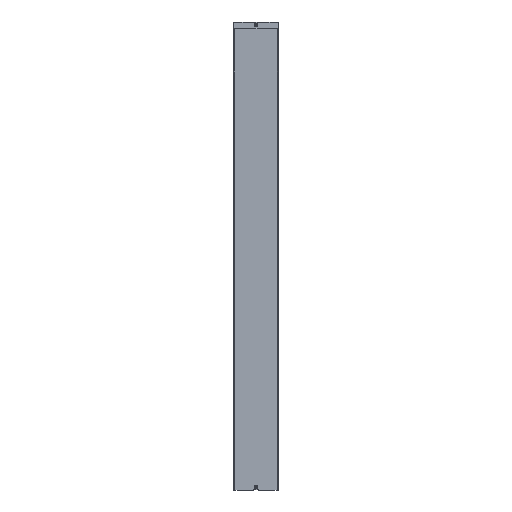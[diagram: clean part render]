
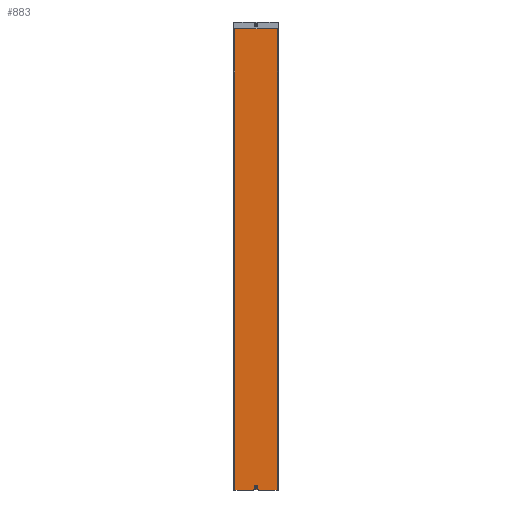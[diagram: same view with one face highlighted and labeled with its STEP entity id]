
A CAD part, front view. The second image highlights one B-rep face of the part: STEP entity #883.
In plain terms, the highlighted planar face has unit normal (0, -1, 0).
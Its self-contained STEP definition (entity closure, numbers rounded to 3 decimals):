
#79 = VERTEX_POINT ( 'NONE', #3503 ) ;
#117 = ORIENTED_EDGE ( 'NONE', *, *, #5141, .T. ) ;
#157 = DIRECTION ( 'NONE',  ( -1., 0., 0. ) ) ;
#175 = DIRECTION ( 'NONE',  ( 0., 1., 0. ) ) ;
#187 = CARTESIAN_POINT ( 'NONE',  ( 10.5, 0., -2069. ) ) ;
#207 = DIRECTION ( 'NONE',  ( 0., -1., 0. ) ) ;
#289 = FACE_OUTER_BOUND ( 'NONE', #7014, .T. ) ;
#296 = ORIENTED_EDGE ( 'NONE', *, *, #7245, .T. ) ;
#320 = CARTESIAN_POINT ( 'NONE',  ( 11.331, 0., -2068.7 ) ) ;
#401 = ORIENTED_EDGE ( 'NONE', *, *, #4628, .T. ) ;
#436 = AXIS2_PLACEMENT_3D ( 'NONE', #5910, #3885, #5892 ) ;
#677 = VECTOR ( 'NONE', #4986, 1000. ) ;
#686 = ORIENTED_EDGE ( 'NONE', *, *, #6346, .T. ) ;
#711 = PLANE ( 'NONE',  #5818 ) ;
#803 = CARTESIAN_POINT ( 'NONE',  ( -100., 0., -2069. ) ) ;
#821 = VERTEX_POINT ( 'NONE', #1804 ) ;
#852 = FACE_BOUND ( 'NONE', #8864, .T. ) ;
#883 = ADVANCED_FACE ( 'NONE', ( #852, #289 ), #711, .T. ) ;
#886 = VERTEX_POINT ( 'NONE', #8717 ) ;
#926 = VECTOR ( 'NONE', #5145, 1000. ) ;
#955 = CARTESIAN_POINT ( 'NONE',  ( -11.331, 0., -2069. ) ) ;
#956 = VECTOR ( 'NONE', #1651, 1000. ) ;
#985 = EDGE_CURVE ( 'NONE', #1726, #2099, #3714, .T. ) ;
#988 = AXIS2_PLACEMENT_3D ( 'NONE', #1449, #1435, #1425 ) ;
#1037 = DIRECTION ( 'NONE',  ( 1., 0., 0. ) ) ;
#1178 = VECTOR ( 'NONE', #2895, 1000. ) ;
#1201 = VERTEX_POINT ( 'NONE', #3037 ) ;
#1252 = AXIS2_PLACEMENT_3D ( 'NONE', #187, #175, #157 ) ;
#1303 = VERTEX_POINT ( 'NONE', #3806 ) ;
#1425 = DIRECTION ( 'NONE',  ( 0., 0., 1. ) ) ;
#1435 = DIRECTION ( 'NONE',  ( 0., 1., 0. ) ) ;
#1449 = CARTESIAN_POINT ( 'NONE',  ( 0., 0., -2055. ) ) ;
#1493 = CARTESIAN_POINT ( 'NONE',  ( 99., 0., -2069. ) ) ;
#1536 = DIRECTION ( 'NONE',  ( 1., 0., 0. ) ) ;
#1571 = LINE ( 'NONE', #5202, #677 ) ;
#1651 = DIRECTION ( 'NONE',  ( 1., 0., 0. ) ) ;
#1726 = VERTEX_POINT ( 'NONE', #6609 ) ;
#1751 = DIRECTION ( 'NONE',  ( -1., 0., 0. ) ) ;
#1772 = DIRECTION ( 'NONE',  ( 0., 1., 0. ) ) ;
#1776 = CIRCLE ( 'NONE', #4384, 0.3 ) ;
#1784 = CARTESIAN_POINT ( 'NONE',  ( -10.5, 0., -2069. ) ) ;
#1804 = CARTESIAN_POINT ( 'NONE',  ( -10.5, 0., -2068.5 ) ) ;
#1814 = CARTESIAN_POINT ( 'NONE',  ( -100., 0., -2068.5 ) ) ;
#1848 = VECTOR ( 'NONE', #3488, 1000. ) ;
#1873 = VERTEX_POINT ( 'NONE', #955 ) ;
#1894 = ORIENTED_EDGE ( 'NONE', *, *, #5266, .T. ) ;
#1906 = EDGE_CURVE ( 'NONE', #1201, #8629, #8530, .T. ) ;
#1963 = VECTOR ( 'NONE', #5332, 1000. ) ;
#2099 = VERTEX_POINT ( 'NONE', #2251 ) ;
#2105 = CARTESIAN_POINT ( 'NONE',  ( -100., 0., -2069. ) ) ;
#2172 = AXIS2_PLACEMENT_3D ( 'NONE', #1784, #1772, #1751 ) ;
#2174 = ORIENTED_EDGE ( 'NONE', *, *, #6585, .T. ) ;
#2251 = CARTESIAN_POINT ( 'NONE',  ( 0., 0., 0. ) ) ;
#2278 = CARTESIAN_POINT ( 'NONE',  ( 11.119, 0., -2068.912 ) ) ;
#2430 = LINE ( 'NONE', #8884, #7852 ) ;
#2655 = LINE ( 'NONE', #1814, #956 ) ;
#2684 = ORIENTED_EDGE ( 'NONE', *, *, #985, .F. ) ;
#2729 = CARTESIAN_POINT ( 'NONE',  ( 100., 0., -2069. ) ) ;
#2895 = DIRECTION ( 'NONE',  ( 0., 0., 1. ) ) ;
#2898 = CIRCLE ( 'NONE', #2172, 0.5 ) ;
#2929 = ORIENTED_EDGE ( 'NONE', *, *, #8653, .F. ) ;
#2956 = LINE ( 'NONE', #6908, #1848 ) ;
#3037 = CARTESIAN_POINT ( 'NONE',  ( 0., 0., -2047.7 ) ) ;
#3226 = VERTEX_POINT ( 'NONE', #7296 ) ;
#3352 = ORIENTED_EDGE ( 'NONE', *, *, #7542, .T. ) ;
#3488 = DIRECTION ( 'NONE',  ( 1., 0., 0. ) ) ;
#3503 = CARTESIAN_POINT ( 'NONE',  ( 10.854, 0., -2068.646 ) ) ;
#3714 = B_SPLINE_CURVE_WITH_KNOTS ( 'NONE', 3,
 ( #6977, #7081, #7477, #6666, #6554, #6496, #6348 ),
 .UNSPECIFIED., .F., .F.,
 ( 4, 1, 1, 1, 4 ),
 ( 0., 0.25, 0.5, 0.75, 1. ),
 .UNSPECIFIED. ) ;
#3742 = EDGE_CURVE ( 'NONE', #3226, #1726, #1571, .T. ) ;
#3772 = ORIENTED_EDGE ( 'NONE', *, *, #1906, .T. ) ;
#3806 = CARTESIAN_POINT ( 'NONE',  ( 10.5, 0., -2068.5 ) ) ;
#3852 = ORIENTED_EDGE ( 'NONE', *, *, #3742, .F. ) ;
#3885 = DIRECTION ( 'NONE',  ( 0., 1., 0. ) ) ;
#4136 = CARTESIAN_POINT ( 'NONE',  ( 0., 0., -2062.3 ) ) ;
#4384 = AXIS2_PLACEMENT_3D ( 'NONE', #320, #5157, #1037 ) ;
#4417 = CARTESIAN_POINT ( 'NONE',  ( 11.331, 0., -2069. ) ) ;
#4430 = VERTEX_POINT ( 'NONE', #2278 ) ;
#4628 = EDGE_CURVE ( 'NONE', #8629, #1201, #6197, .T. ) ;
#4681 = CARTESIAN_POINT ( 'NONE',  ( -10.854, 0., -2068.646 ) ) ;
#4682 = ORIENTED_EDGE ( 'NONE', *, *, #5657, .T. ) ;
#4781 = LINE ( 'NONE', #1493, #1178 ) ;
#4911 = CARTESIAN_POINT ( 'NONE',  ( 99., 0., 0. ) ) ;
#4986 = DIRECTION ( 'NONE',  ( 0., 0., 1. ) ) ;
#4988 = ORIENTED_EDGE ( 'NONE', *, *, #6810, .T. ) ;
#5141 = EDGE_CURVE ( 'NONE', #3226, #1873, #7687, .T. ) ;
#5145 = DIRECTION ( 'NONE',  ( 1., 0., 0. ) ) ;
#5157 = DIRECTION ( 'NONE',  ( 0., -1., 0. ) ) ;
#5202 = CARTESIAN_POINT ( 'NONE',  ( -99., 0., -2069. ) ) ;
#5225 = CARTESIAN_POINT ( 'NONE',  ( -11.207, 0., -2069. ) ) ;
#5266 = EDGE_CURVE ( 'NONE', #1873, #8055, #5460, .T. ) ;
#5332 = DIRECTION ( 'NONE',  ( 0.707, 0., 0.707 ) ) ;
#5410 = DIRECTION ( 'NONE',  ( 0.707, 0., -0.707 ) ) ;
#5460 = CIRCLE ( 'NONE', #5743, 0.3 ) ;
#5657 = EDGE_CURVE ( 'NONE', #8055, #8443, #7211, .T. ) ;
#5738 = VERTEX_POINT ( 'NONE', #4911 ) ;
#5743 = AXIS2_PLACEMENT_3D ( 'NONE', #7990, #7977, #7963 ) ;
#5818 = AXIS2_PLACEMENT_3D ( 'NONE', #2729, #207, #1536 ) ;
#5892 = DIRECTION ( 'NONE',  ( 0., 0., 1. ) ) ;
#5896 = VERTEX_POINT ( 'NONE', #4417 ) ;
#5910 = CARTESIAN_POINT ( 'NONE',  ( 0., 0., -2055. ) ) ;
#5921 = VECTOR ( 'NONE', #8835, 1000. ) ;
#6001 = ORIENTED_EDGE ( 'NONE', *, *, #6296, .T. ) ;
#6197 = CIRCLE ( 'NONE', #988, 7.3 ) ;
#6255 = LINE ( 'NONE', #2105, #926 ) ;
#6296 = EDGE_CURVE ( 'NONE', #8443, #821, #2898, .T. ) ;
#6346 = EDGE_CURVE ( 'NONE', #821, #1303, #2655, .T. ) ;
#6348 = CARTESIAN_POINT ( 'NONE',  ( 0., 0., 0. ) ) ;
#6496 = CARTESIAN_POINT ( 'NONE',  ( -8.25, 0., 0. ) ) ;
#6554 = CARTESIAN_POINT ( 'NONE',  ( -24.75, 0., 0. ) ) ;
#6585 = EDGE_CURVE ( 'NONE', #1303, #79, #6775, .T. ) ;
#6609 = CARTESIAN_POINT ( 'NONE',  ( -99., 0., 0. ) ) ;
#6666 = CARTESIAN_POINT ( 'NONE',  ( -49.498, 0., 0. ) ) ;
#6775 = CIRCLE ( 'NONE', #1252, 0.5 ) ;
#6810 = EDGE_CURVE ( 'NONE', #79, #4430, #2430, .T. ) ;
#6908 = CARTESIAN_POINT ( 'NONE',  ( -99., 0., 0. ) ) ;
#6977 = CARTESIAN_POINT ( 'NONE',  ( -99., 0., 0. ) ) ;
#7014 = EDGE_LOOP ( 'NONE', ( #117, #1894, #4682, #6001, #686, #2174, #4988, #296, #3352, #8036, #2929, #2684, #3852 ) ) ;
#7081 = CARTESIAN_POINT ( 'NONE',  ( -90.749, 0., 0. ) ) ;
#7211 = LINE ( 'NONE', #5225, #1963 ) ;
#7245 = EDGE_CURVE ( 'NONE', #4430, #5896, #1776, .T. ) ;
#7296 = CARTESIAN_POINT ( 'NONE',  ( -99., 0., -2069. ) ) ;
#7477 = CARTESIAN_POINT ( 'NONE',  ( -74.248, 0., 0. ) ) ;
#7542 = EDGE_CURVE ( 'NONE', #5896, #886, #6255, .T. ) ;
#7687 = LINE ( 'NONE', #803, #5921 ) ;
#7852 = VECTOR ( 'NONE', #5410, 1000. ) ;
#7963 = DIRECTION ( 'NONE',  ( 1., 0., 0. ) ) ;
#7977 = DIRECTION ( 'NONE',  ( 0., -1., 0. ) ) ;
#7990 = CARTESIAN_POINT ( 'NONE',  ( -11.331, 0., -2068.7 ) ) ;
#8036 = ORIENTED_EDGE ( 'NONE', *, *, #8191, .T. ) ;
#8055 = VERTEX_POINT ( 'NONE', #8952 ) ;
#8191 = EDGE_CURVE ( 'NONE', #886, #5738, #4781, .T. ) ;
#8443 = VERTEX_POINT ( 'NONE', #4681 ) ;
#8530 = CIRCLE ( 'NONE', #436, 7.3 ) ;
#8629 = VERTEX_POINT ( 'NONE', #4136 ) ;
#8653 = EDGE_CURVE ( 'NONE', #2099, #5738, #2956, .T. ) ;
#8717 = CARTESIAN_POINT ( 'NONE',  ( 99., 0., -2069. ) ) ;
#8835 = DIRECTION ( 'NONE',  ( 1., 0., 0. ) ) ;
#8864 = EDGE_LOOP ( 'NONE', ( #3772, #401 ) ) ;
#8884 = CARTESIAN_POINT ( 'NONE',  ( 11.207, 0., -2069. ) ) ;
#8952 = CARTESIAN_POINT ( 'NONE',  ( -11.119, 0., -2068.912 ) ) ;
